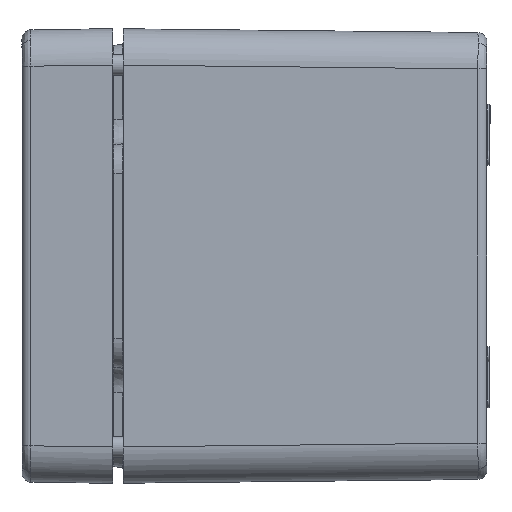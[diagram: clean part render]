
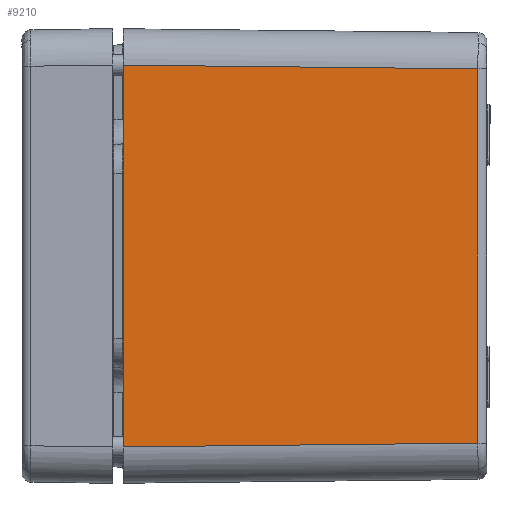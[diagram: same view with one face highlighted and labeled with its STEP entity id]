
A CAD part, left-side view. The second image highlights one B-rep face of the part: STEP entity #9210.
In plain terms, the highlighted planar face has unit normal (-1, -0.011, 0).
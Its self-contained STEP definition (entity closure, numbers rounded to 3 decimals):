
#732=LINE('',#17319,#1176);
#785=LINE('',#17628,#1229);
#786=LINE('',#17629,#1230);
#787=LINE('',#17630,#1231);
#1176=VECTOR('',#12450,1000.);
#1229=VECTOR('',#12607,1000.);
#1230=VECTOR('',#12608,1000.);
#1231=VECTOR('',#12609,1000.);
#1470=PLANE('',#10332);
#2057=FACE_OUTER_BOUND('',#2761,.T.);
#2761=EDGE_LOOP('',(#7418,#7419,#7420,#7421));
#4279=VERTEX_POINT('',#16302);
#4436=VERTEX_POINT('',#17317);
#4437=VERTEX_POINT('',#17318);
#4495=VERTEX_POINT('',#17627);
#5482=EDGE_CURVE('',#4436,#4437,#732,.T.);
#5573=EDGE_CURVE('',#4437,#4495,#785,.T.);
#5574=EDGE_CURVE('',#4495,#4279,#786,.T.);
#5575=EDGE_CURVE('',#4279,#4436,#787,.T.);
#7418=ORIENTED_EDGE('',*,*,#5573,.T.);
#7419=ORIENTED_EDGE('',*,*,#5574,.T.);
#7420=ORIENTED_EDGE('',*,*,#5575,.T.);
#7421=ORIENTED_EDGE('',*,*,#5482,.T.);
#9210=ADVANCED_FACE('',(#2057),#1470,.T.);
#10332=AXIS2_PLACEMENT_3D('',#17626,#12605,#12606);
#12450=DIRECTION('',(0.,0.,-1.));
#12605=DIRECTION('center_axis',(-1.,-0.01,
0.));
#12606=DIRECTION('ref_axis',(0.01,-1.,0.));
#12607=DIRECTION('',(0.01,-1.,0.01));
#12608=DIRECTION('',(0.,0.,1.));
#12609=DIRECTION('',(-0.01,1.,0.01));
#16302=CARTESIAN_POINT('',(-94.369,-58.216,30.87));
#17317=CARTESIAN_POINT('',(-94.982,0.3,31.483));
#17318=CARTESIAN_POINT('',(-94.982,0.3,-31.483));
#17319=CARTESIAN_POINT('',(-94.982,0.3,-37.5));
#17626=CARTESIAN_POINT('Origin',(-95.,2.,-37.5));
#17627=CARTESIAN_POINT('',(-94.369,-58.216,-30.87));
#17628=CARTESIAN_POINT('',(-95.001,2.063,-31.501));
#17629=CARTESIAN_POINT('',(-94.369,-58.216,30.854));
#17630=CARTESIAN_POINT('',(-94.992,1.278,31.493));
